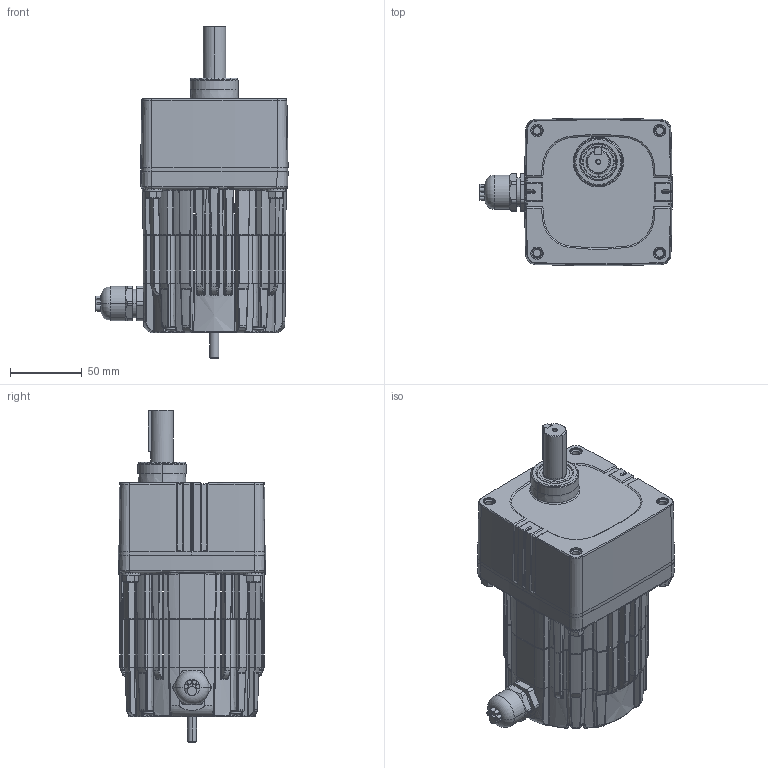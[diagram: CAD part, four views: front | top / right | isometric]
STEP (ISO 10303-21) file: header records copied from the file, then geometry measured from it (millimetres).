
FILE_DESCRIPTION (( 'STEP AP203' ), '1' );
FILE_NAME ('INFM0260.STEP', '2013-06-24T08:13:37', ( '' ), ( '' ), 'SwSTEP 2.0', 'SolidWorks 2012', '' );
FILE_SCHEMA (( 'CONFIG_CONTROL_DESIGN' ));
Length unit declared in the file: inch
Products named in the file (1): INFM0260
Bounding box: 134.37 x 102.94 x 232.11 mm (x, y, z)
Surface area: 105224.3 mm2 (no closed solid volume)
Topology: 0 solids, 29 shells, 1489 faces, 4241 edges, 2682 vertices
Faces by surface type: bspline 517, cylinder 309, plane 295, torus 178, cone 177, sphere 13
Entity records: 61779 total; most frequent: CARTESIAN_POINT 27981, ORIENTED_EDGE 7217, DIRECTION 6304, EDGE_CURVE 4203, AXIS2_PLACEMENT_3D 2695, VERTEX_POINT 2682, CIRCLE 1722, EDGE_LOOP 1532
